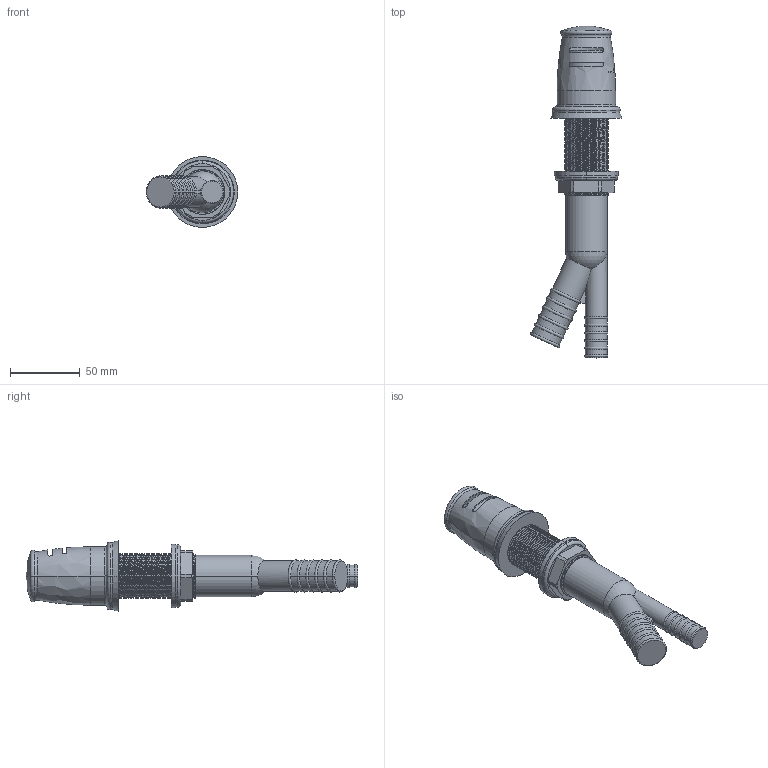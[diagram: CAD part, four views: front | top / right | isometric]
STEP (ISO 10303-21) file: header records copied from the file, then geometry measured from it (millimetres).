
FILE_DESCRIPTION((''),'2;1');
FILE_NAME('2470-5711','2021-10-04T15:17:15',('rsmith'),(''),'CREO PARAMETRIC BY PTC INC, 2018400','CREO PARAMETRIC BY PTC INC, 2018400','');
FILE_SCHEMA(('AUTOMOTIVE_DESIGN { 1 0 10303 214 1 1 1 1 }'));
Length unit declared in the file: inch
Products named in the file (1): 2470-5711
Bounding box: 65.59 x 237.93 x 50.8 mm (x, y, z)
Volume: 170939.6 mm3; surface area: 48214.4 mm2
Topology: 1 solids, 1 shells, 291 faces, 746 edges, 464 vertices
Faces by surface type: cylinder 132, plane 66, bspline 44, torus 43, sphere 6
Entity records: 28801 total; most frequent: CARTESIAN_POINT 19253, ORIENTED_EDGE 1484, DIRECTION 1166, PRESENTATION_STYLE_ASSIGNMENT 829, STYLED_ITEM 829, CURVE_STYLE 742, EDGE_CURVE 742, VERTEX_POINT 464
